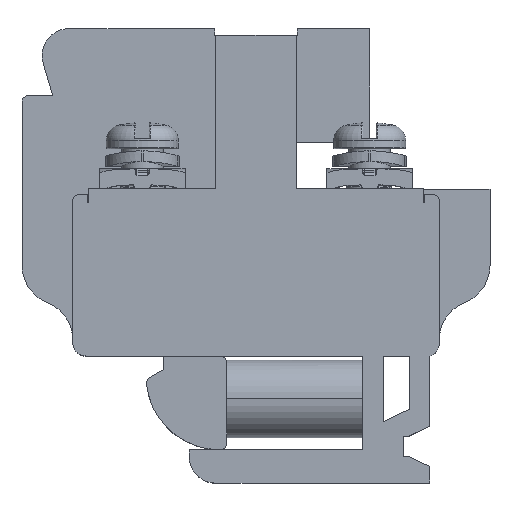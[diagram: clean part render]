
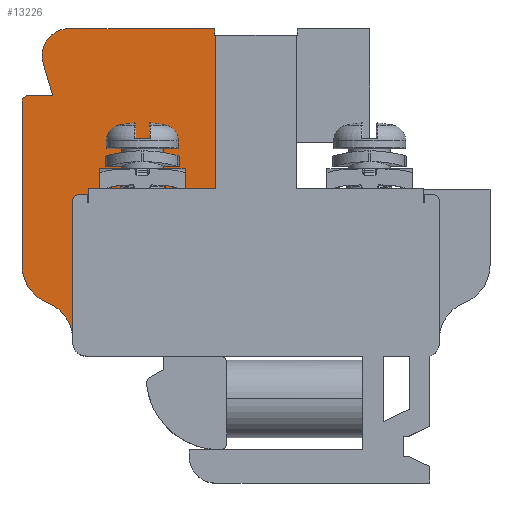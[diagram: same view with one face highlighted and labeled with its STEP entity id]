
A CAD part, top view. The second image highlights one B-rep face of the part: STEP entity #13226.
In plain terms, the highlighted planar face has unit normal (0, 0, 1).
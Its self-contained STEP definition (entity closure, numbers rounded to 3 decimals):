
#3442=DIRECTION('',(0.,1.,0.));
#3443=VECTOR('',#3442,11.5);
#3444=CARTESIAN_POINT('',(-3.,-10.3,1.5));
#3445=LINE('',#3444,#3443);
#3450=CARTESIAN_POINT('',(-13.2,-11.2,1.5));
#3451=DIRECTION('',(0.,0.,1.));
#3452=DIRECTION('',(0.,1.,0.));
#3453=AXIS2_PLACEMENT_3D('',#3450,#3451,#3452);
#3455=CARTESIAN_POINT('',(-16.7,-21.582,1.5));
#3456=DIRECTION('',(0.,0.,1.));
#3457=DIRECTION('',(1.,0.,0.));
#3458=AXIS2_PLACEMENT_3D('',#3455,#3456,#3457);
#3460=CARTESIAN_POINT('',(-14.5,-16.,1.5));
#3461=DIRECTION('',(0.,0.,-1.));
#3462=DIRECTION('',(-0.367,-0.93,0.));
#3463=AXIS2_PLACEMENT_3D('',#3460,#3461,#3462);
#3465=DIRECTION('',(0.,1.,0.));
#3466=VECTOR('',#3465,12.2);
#3467=CARTESIAN_POINT('',(-17.5,-16.,1.5));
#3468=LINE('',#3467,#3466);
#3469=CARTESIAN_POINT('',(-17.,-3.8,1.5));
#3470=DIRECTION('',(0.,0.,-1.));
#3471=DIRECTION('',(-1.,0.,0.));
#3472=AXIS2_PLACEMENT_3D('',#3469,#3470,#3471);
#3474=DIRECTION('',(1.,0.,0.));
#3475=VECTOR('',#3474,1.8);
#3476=CARTESIAN_POINT('',(-17.,-3.3,1.5));
#3477=LINE('',#3476,#3475);
#3478=DIRECTION('',(-0.283,0.959,0.));
#3479=VECTOR('',#3478,2.538);
#3480=CARTESIAN_POINT('',(-15.2,-3.3,1.5));
#3481=LINE('',#3480,#3479);
#3482=CARTESIAN_POINT('',(-14.,-0.3,1.5));
#3483=DIRECTION('',(0.,0.,-1.));
#3484=DIRECTION('',(-0.959,-0.283,0.));
#3485=AXIS2_PLACEMENT_3D('',#3482,#3483,#3484);
#3487=CARTESIAN_POINT('',(-14.,-0.3,1.5));
#3488=DIRECTION('',(0.,0.,-1.));
#3489=DIRECTION('',(-1.,0.,0.));
#3490=AXIS2_PLACEMENT_3D('',#3487,#3488,#3489);
#3492=DIRECTION('',(1.,0.,0.));
#3493=VECTOR('',#3492,10.9);
#3494=CARTESIAN_POINT('',(-14.,1.7,1.5));
#3495=LINE('',#3494,#3493);
#3496=DIRECTION('',(0.,-1.,0.));
#3497=VECTOR('',#3496,0.5);
#3498=CARTESIAN_POINT('',(-3.1,1.7,1.5));
#3499=LINE('',#3498,#3497);
#3500=DIRECTION('',(1.,0.,0.));
#3501=VECTOR('',#3500,0.1);
#3502=CARTESIAN_POINT('',(-3.1,1.2,1.5));
#3503=LINE('',#3502,#3501);
#3512=DIRECTION('',(1.,0.,0.));
#3513=VECTOR('',#3512,0.6);
#3514=CARTESIAN_POINT('',(-13.2,-10.7,1.5));
#3515=LINE('',#3514,#3513);
#3516=DIRECTION('',(0.,-1.,0.));
#3517=VECTOR('',#3516,0.6);
#3518=CARTESIAN_POINT('',(-12.6,-10.7,1.5));
#3519=LINE('',#3518,#3517);
#3524=DIRECTION('',(1.,0.,0.));
#3525=VECTOR('',#3524,0.1);
#3526=CARTESIAN_POINT('',(-12.6,-11.3,1.5));
#3527=LINE('',#3526,#3525);
#3536=DIRECTION('',(0.,1.,0.));
#3537=VECTOR('',#3536,1.);
#3538=CARTESIAN_POINT('',(-12.5,-11.3,1.5));
#3539=LINE('',#3538,#3537);
#3540=DIRECTION('',(1.,0.,0.));
#3541=VECTOR('',#3540,9.5);
#3542=CARTESIAN_POINT('',(-12.5,-10.3,1.5));
#3543=LINE('',#3542,#3541);
#6523=DIRECTION('',(0.,1.,0.));
#6524=VECTOR('',#6523,10.382);
#6525=CARTESIAN_POINT('',(-13.7,-21.582,1.5));
#6526=LINE('',#6525,#6524);
#7091=CARTESIAN_POINT('',(-13.2,-10.7,1.5));
#7092=CARTESIAN_POINT('',(-13.7,-11.2,1.5));
#7093=VERTEX_POINT('',#7091);
#7094=VERTEX_POINT('',#7092);
#7095=CARTESIAN_POINT('',(-13.7,-21.582,1.5));
#7096=VERTEX_POINT('',#7095);
#7097=CARTESIAN_POINT('',(-15.6,-18.791,1.5));
#7098=VERTEX_POINT('',#7097);
#7099=CARTESIAN_POINT('',(-17.5,-16.,1.5));
#7100=VERTEX_POINT('',#7099);
#7101=CARTESIAN_POINT('',(-17.5,-3.8,1.5));
#7102=VERTEX_POINT('',#7101);
#7103=CARTESIAN_POINT('',(-17.,-3.3,1.5));
#7104=VERTEX_POINT('',#7103);
#7105=CARTESIAN_POINT('',(-15.2,-3.3,1.5));
#7106=VERTEX_POINT('',#7105);
#7107=CARTESIAN_POINT('',(-15.918,-0.866,1.5));
#7108=VERTEX_POINT('',#7107);
#7109=CARTESIAN_POINT('',(-16.,-0.3,1.5));
#7110=CARTESIAN_POINT('',(-14.,1.7,1.5));
#7111=VERTEX_POINT('',#7109);
#7112=VERTEX_POINT('',#7110);
#7113=CARTESIAN_POINT('',(-3.1,1.7,1.5));
#7114=VERTEX_POINT('',#7113);
#7115=CARTESIAN_POINT('',(-3.1,1.2,1.5));
#7116=VERTEX_POINT('',#7115);
#7117=CARTESIAN_POINT('',(-3.,1.2,1.5));
#7118=VERTEX_POINT('',#7117);
#7119=CARTESIAN_POINT('',(-3.,-10.3,1.5));
#7120=VERTEX_POINT('',#7119);
#7121=CARTESIAN_POINT('',(-12.5,-10.3,1.5));
#7122=VERTEX_POINT('',#7121);
#7123=CARTESIAN_POINT('',(-12.5,-11.3,1.5));
#7124=VERTEX_POINT('',#7123);
#7125=CARTESIAN_POINT('',(-12.6,-11.3,1.5));
#7126=VERTEX_POINT('',#7125);
#7127=CARTESIAN_POINT('',(-12.6,-10.7,1.5));
#7128=VERTEX_POINT('',#7127);
#13183=CARTESIAN_POINT('',(0.,0.,1.5));
#13184=DIRECTION('',(0.,0.,1.));
#13185=DIRECTION('',(1.,0.,0.));
#13186=AXIS2_PLACEMENT_3D('',#13183,#13184,#13185);
#13187=PLANE('',#13186);
#13189=ORIENTED_EDGE('',*,*,#13188,.T.);
#13191=ORIENTED_EDGE('',*,*,#13190,.F.);
#13193=ORIENTED_EDGE('',*,*,#13192,.T.);
#13195=ORIENTED_EDGE('',*,*,#13194,.T.);
#13197=ORIENTED_EDGE('',*,*,#13196,.T.);
#13199=ORIENTED_EDGE('',*,*,#13198,.T.);
#13201=ORIENTED_EDGE('',*,*,#13200,.T.);
#13203=ORIENTED_EDGE('',*,*,#13202,.T.);
#13205=ORIENTED_EDGE('',*,*,#13204,.T.);
#13207=ORIENTED_EDGE('',*,*,#13206,.T.);
#13209=ORIENTED_EDGE('',*,*,#13208,.T.);
#13211=ORIENTED_EDGE('',*,*,#13210,.T.);
#13212=ORIENTED_EDGE('',*,*,#13160,.T.);
#13213=ORIENTED_EDGE('',*,*,#13174,.F.);
#13215=ORIENTED_EDGE('',*,*,#13214,.F.);
#13217=ORIENTED_EDGE('',*,*,#13216,.F.);
#13219=ORIENTED_EDGE('',*,*,#13218,.F.);
#13221=ORIENTED_EDGE('',*,*,#13220,.F.);
#13223=ORIENTED_EDGE('',*,*,#13222,.F.);
#13224=EDGE_LOOP('',(#13189,#13191,#13193,#13195,#13197,#13199,#13201,#13203,
#13205,#13207,#13209,#13211,#13212,#13213,#13215,#13217,#13219,#13221,#13223));
#13225=FACE_OUTER_BOUND('',#13224,.F.);
#3454=CIRCLE('',#3453,0.5);
#3459=CIRCLE('',#3458,3.);
#3464=CIRCLE('',#3463,3.);
#3473=CIRCLE('',#3472,0.5);
#3486=CIRCLE('',#3485,2.);
#3491=CIRCLE('',#3490,2.);
#13160=EDGE_CURVE('',#7116,#7118,#3503,.T.);
#13174=EDGE_CURVE('',#7120,#7118,#3445,.T.);
#13188=EDGE_CURVE('',#7093,#7094,#3454,.T.);
#13190=EDGE_CURVE('',#7096,#7094,#6526,.T.);
#13192=EDGE_CURVE('',#7096,#7098,#3459,.T.);
#13194=EDGE_CURVE('',#7098,#7100,#3464,.T.);
#13196=EDGE_CURVE('',#7100,#7102,#3468,.T.);
#13198=EDGE_CURVE('',#7102,#7104,#3473,.T.);
#13200=EDGE_CURVE('',#7104,#7106,#3477,.T.);
#13202=EDGE_CURVE('',#7106,#7108,#3481,.T.);
#13204=EDGE_CURVE('',#7108,#7111,#3486,.T.);
#13206=EDGE_CURVE('',#7111,#7112,#3491,.T.);
#13208=EDGE_CURVE('',#7112,#7114,#3495,.T.);
#13210=EDGE_CURVE('',#7114,#7116,#3499,.T.);
#13214=EDGE_CURVE('',#7122,#7120,#3543,.T.);
#13216=EDGE_CURVE('',#7124,#7122,#3539,.T.);
#13218=EDGE_CURVE('',#7126,#7124,#3527,.T.);
#13220=EDGE_CURVE('',#7128,#7126,#3519,.T.);
#13222=EDGE_CURVE('',#7093,#7128,#3515,.T.);
#13226=ADVANCED_FACE('',(#13225),#13187,.T.);
